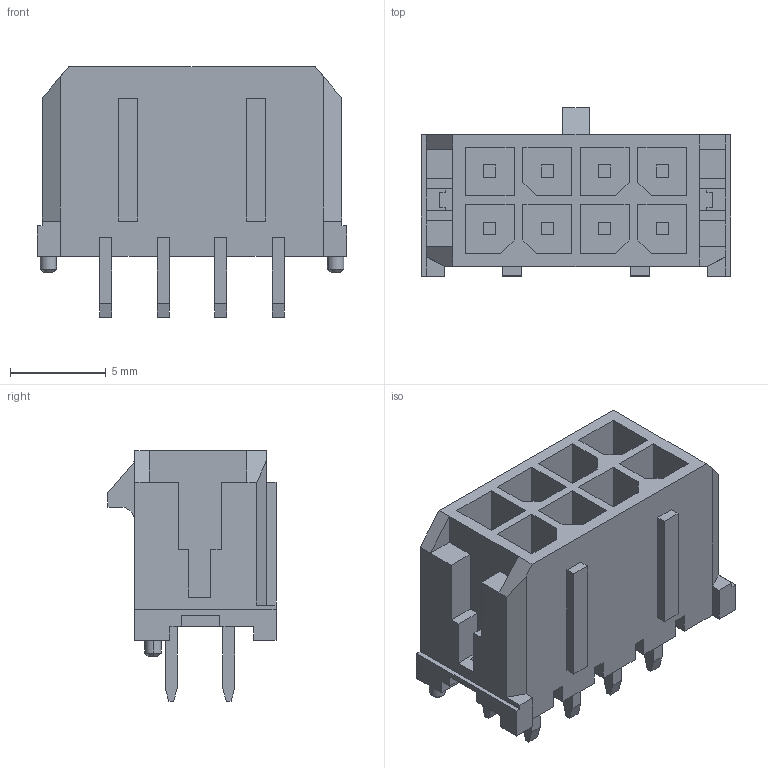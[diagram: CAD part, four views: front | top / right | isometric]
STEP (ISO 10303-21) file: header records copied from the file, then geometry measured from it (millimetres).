
FILE_DESCRIPTION((''),'2;1');
FILE_NAME('430450827','2016-02-03T',('me'),(''),'PRO/ENGINEER BY PARAMETRIC TECHNOLOGY CORPORATION, 2011490','PRO/ENGINEER BY PARAMETRIC TECHNOLOGY CORPORATION, 2011490','');
FILE_SCHEMA(('CONFIG_CONTROL_DESIGN'));
Length unit declared in the file: millimetre
Products named in the file (1): 430450827
Bounding box: 16.15 x 8.77 x 13.09 mm (x, y, z)
Volume: 652 mm3; surface area: 1444.8 mm2
Topology: 1 solids, 1 shells, 307 faces, 807 edges, 528 vertices
Faces by surface type: plane 298, cylinder 5, cone 4
Entity records: 9250 total; most frequent: CARTESIAN_POINT 1635, ORIENTED_EDGE 1606, DIRECTION 1437, EDGE_CURVE 803, VECTOR 793, LINE 793, VERTEX_POINT 520, EDGE_LOOP 329
